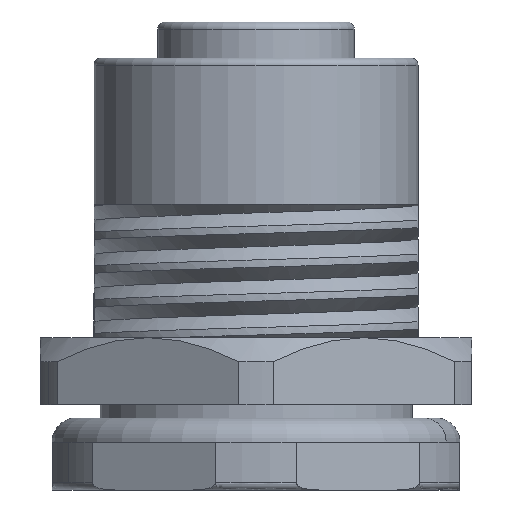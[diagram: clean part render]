
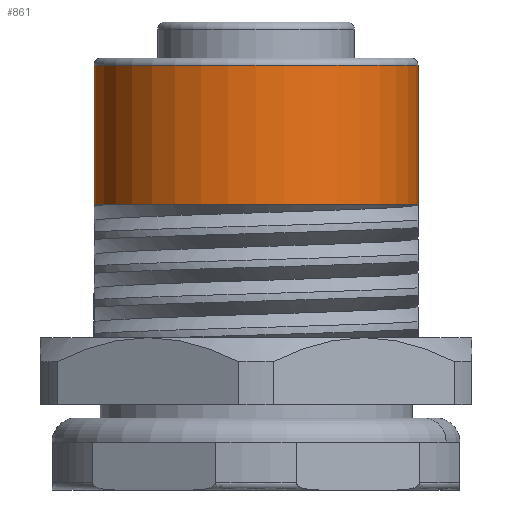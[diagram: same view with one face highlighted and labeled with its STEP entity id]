
A CAD part, front view. The second image highlights one B-rep face of the part: STEP entity #861.
In plain terms, the highlighted cylindrical face has radius 6.75 mm (diameter 13.5 mm), a partial arc.
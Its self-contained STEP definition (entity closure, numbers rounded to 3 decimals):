
#861=ADVANCED_FACE('',(#1385),#1232,.T.);
#1232=CYLINDRICAL_SURFACE('',#7130,6.75);
#1385=FACE_OUTER_BOUND('',#1727,.T.);
#1727=EDGE_LOOP('',(#3325,#3326,#3327,#3328));
#2175=LINE('',#9942,#2586);
#2176=LINE('',#9943,#2587);
#2586=VECTOR('',#7924,1.);
#2587=VECTOR('',#7925,1.);
#3325=ORIENTED_EDGE('',*,*,#5802,.F.);
#3326=ORIENTED_EDGE('',*,*,#5858,.T.);
#3327=ORIENTED_EDGE('',*,*,#5803,.T.);
#3328=ORIENTED_EDGE('',*,*,#5913,.T.);
#5036=VERTEX_POINT('',#9665);
#5037=VERTEX_POINT('',#9666);
#5087=VERTEX_POINT('',#9940);
#5088=VERTEX_POINT('',#9941);
#5802=EDGE_CURVE('',#5088,#5036,#2175,.T.);
#5803=EDGE_CURVE('',#5087,#5037,#2176,.T.);
#5858=EDGE_CURVE('',#5088,#5087,#6735,.T.);
#5913=EDGE_CURVE('',#5037,#5036,#6737,.T.);
#6735=CIRCLE('',#7122,6.75);
#6737=CIRCLE('',#7129,6.75);
#7122=AXIS2_PLACEMENT_3D('',#10242,#7988,#7989);
#7129=AXIS2_PLACEMENT_3D('',#10664,#8008,#8009);
#7130=AXIS2_PLACEMENT_3D('',#10665,#8010,#8011);
#7924=DIRECTION('',(0.,0.,1.));
#7925=DIRECTION('',(0.,0.,1.));
#7988=DIRECTION('',(0.,0.,1.));
#7989=DIRECTION('',(1.,0.,0.));
#8008=DIRECTION('',(0.,0.,-1.));
#8009=DIRECTION('',(1.,0.,0.));
#8010=DIRECTION('',(0.,0.,1.));
#8011=DIRECTION('',(-1.,0.,0.));
#9665=CARTESIAN_POINT('',(18.25,0.,15.7));
#9666=CARTESIAN_POINT('',(31.75,0.,15.7));
#9940=CARTESIAN_POINT('',(31.75,0.,9.9));
#9941=CARTESIAN_POINT('',(18.25,0.,9.9));
#9942=CARTESIAN_POINT('',(18.25,0.,9.9));
#9943=CARTESIAN_POINT('',(31.75,0.,9.9));
#10242=CARTESIAN_POINT('',(25.,0.,9.9));
#10664=CARTESIAN_POINT('',(25.,0.,15.7));
#10665=CARTESIAN_POINT('',(25.,0.,9.9));
